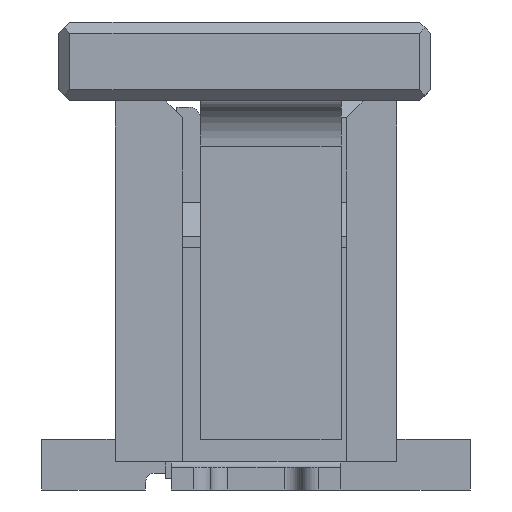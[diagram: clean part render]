
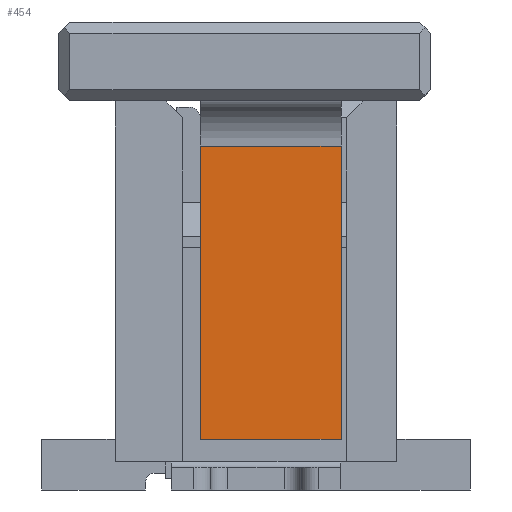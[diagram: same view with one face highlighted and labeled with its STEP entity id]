
A CAD part, left-side view. The second image highlights one B-rep face of the part: STEP entity #454.
In plain terms, the highlighted planar face has unit normal (-1, 0, 0).
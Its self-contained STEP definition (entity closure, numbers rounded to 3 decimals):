
#454=ADVANCED_FACE('',(#1523),#1524,.T.);
#1523=FACE_OUTER_BOUND('',#2821,.T.);
#1524=PLANE('',#2822);
#2821=EDGE_LOOP('',(#7091,#7092,#7093,#7094));
#2822=AXIS2_PLACEMENT_3D('',#7095,#7096,#7097);
#7091=ORIENTED_EDGE('',*,*,#9864,.T.);
#7092=ORIENTED_EDGE('',*,*,#10292,.T.);
#7093=ORIENTED_EDGE('',*,*,#10273,.F.);
#7094=ORIENTED_EDGE('',*,*,#10293,.T.);
#7095=CARTESIAN_POINT('',(-5.15,-0.03,-0.4));
#7096=DIRECTION('',(-1.0,0.0,0.0));
#7097=DIRECTION('',(0.0,0.0,1.0));
#9864=EDGE_CURVE('',#12489,#12487,#12490,.T.);
#10273=EDGE_CURVE('',#13074,#13076,#13077,.T.);
#10292=EDGE_CURVE('',#12487,#13076,#13106,.T.);
#10293=EDGE_CURVE('',#13074,#12489,#13107,.T.);
#12487=VERTEX_POINT('',#16434);
#12489=VERTEX_POINT('',#16437);
#12490=LINE('',#16438,#16439);
#13074=VERTEX_POINT('',#17353);
#13076=VERTEX_POINT('',#17355);
#13077=LINE('',#17356,#17357);
#13106=LINE('',#17402,#17403);
#13107=LINE('',#17404,#17405);
#16434=CARTESIAN_POINT('',(-5.15,0.495,-3.0));
#16437=CARTESIAN_POINT('',(-5.15,0.495,-0.4));
#16438=CARTESIAN_POINT('',(-5.15,0.495,-0.4));
#16439=VECTOR('',#19668,2.6);
#17353=CARTESIAN_POINT('',(-5.15,-0.755,-0.4));
#17355=CARTESIAN_POINT('',(-5.15,-0.755,-3.0));
#17356=CARTESIAN_POINT('',(-5.15,-0.755,-0.4));
#17357=VECTOR('',#20233,2.6);
#17402=CARTESIAN_POINT('',(-5.15,0.495,-3.0));
#17403=VECTOR('',#20256,1.25);
#17404=CARTESIAN_POINT('',(-5.15,-0.755,-0.4));
#17405=VECTOR('',#20257,1.25);
#19668=DIRECTION('',(0.0,0.0,-1.0));
#20233=DIRECTION('',(0.0,0.0,-1.0));
#20256=DIRECTION('',(0.0,-1.0,0.0));
#20257=DIRECTION('',(0.0,1.0,0.0));
